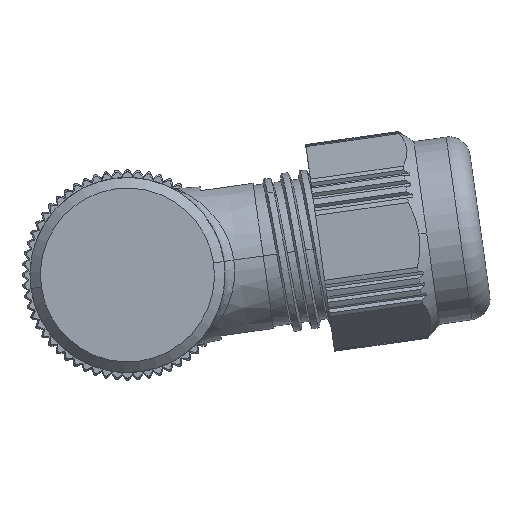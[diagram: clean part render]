
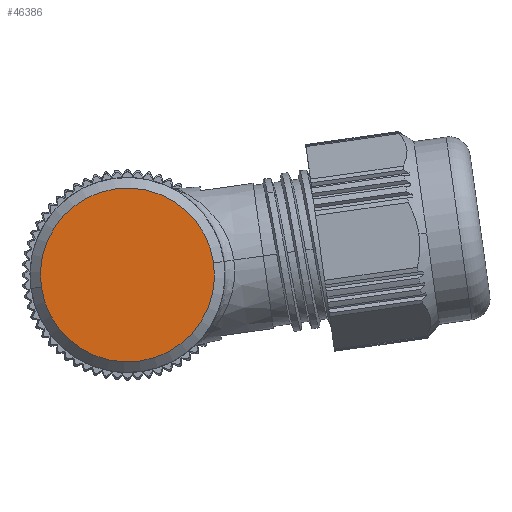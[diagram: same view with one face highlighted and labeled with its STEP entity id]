
A CAD part, front view. The second image highlights one B-rep face of the part: STEP entity #46386.
In plain terms, the highlighted planar face has unit normal (0, -1, 0).
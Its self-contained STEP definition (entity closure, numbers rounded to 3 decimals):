
#14568=CARTESIAN_POINT('',(0.,-33.85,0.));
#14569=DIRECTION('',(0.,1.,0.));
#14570=DIRECTION('',(-0.99,0.,-0.139));
#14571=AXIS2_PLACEMENT_3D('',#14568,#14569,#14570);
#14573=CARTESIAN_POINT('',(0.,-33.85,0.));
#14574=DIRECTION('',(0.,1.,0.));
#14575=DIRECTION('',(-0.139,0.,0.99));
#14576=AXIS2_PLACEMENT_3D('',#14573,#14574,#14575);
#14578=CARTESIAN_POINT('',(0.,-33.85,0.));
#14579=DIRECTION('',(0.,1.,0.));
#14580=DIRECTION('',(0.99,0.,0.139));
#14581=AXIS2_PLACEMENT_3D('',#14578,#14579,#14580);
#14583=CARTESIAN_POINT('',(0.,-33.85,0.));
#14584=DIRECTION('',(0.,1.,0.));
#14585=DIRECTION('',(0.139,0.,-0.99));
#14586=AXIS2_PLACEMENT_3D('',#14583,#14584,#14585);
#23147=CARTESIAN_POINT('',(1.148,-33.85,-8.17));
#23148=CARTESIAN_POINT('',(-8.17,-33.85,-1.148));
#23149=VERTEX_POINT('',#23147);
#23150=VERTEX_POINT('',#23148);
#23151=CARTESIAN_POINT('',(8.17,-33.85,1.148));
#23152=VERTEX_POINT('',#23151);
#23153=CARTESIAN_POINT('',(-1.148,-33.85,8.17));
#23154=VERTEX_POINT('',#23153);
#46373=CARTESIAN_POINT('',(0.,-33.85,0.));
#46374=DIRECTION('',(0.,-1.,0.));
#46375=DIRECTION('',(-0.99,0.,-0.139));
#46376=AXIS2_PLACEMENT_3D('',#46373,#46374,#46375);
#46377=PLANE('',#46376);
#46378=ORIENTED_EDGE('',*,*,#46362,.T.);
#46379=ORIENTED_EDGE('',*,*,#46360,.T.);
#46381=ORIENTED_EDGE('',*,*,#46380,.T.);
#46383=ORIENTED_EDGE('',*,*,#46382,.T.);
#46384=EDGE_LOOP('',(#46378,#46379,#46381,#46383));
#46385=FACE_OUTER_BOUND('',#46384,.F.);
#46386=ADVANCED_FACE('',(#46385),#46377,.T.);
#14572=CIRCLE('',#14571,8.25);
#14577=CIRCLE('',#14576,8.25);
#14582=CIRCLE('',#14581,8.25);
#14587=CIRCLE('',#14586,8.25);
#46360=EDGE_CURVE('',#23154,#23152,#14577,.T.);
#46362=EDGE_CURVE('',#23150,#23154,#14572,.T.);
#46380=EDGE_CURVE('',#23152,#23149,#14582,.T.);
#46382=EDGE_CURVE('',#23149,#23150,#14587,.T.);
